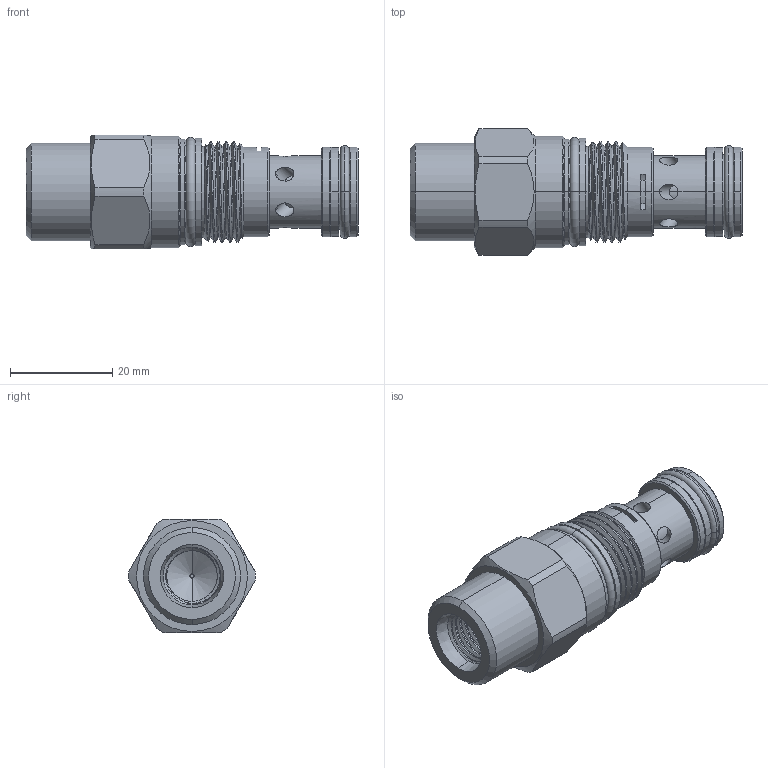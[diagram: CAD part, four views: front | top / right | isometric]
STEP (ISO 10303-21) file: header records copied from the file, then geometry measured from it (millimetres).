
FILE_DESCRIPTION (( 'STEP AP214' ), '1' );
FILE_NAME ('CO13A20-S04.STEP', '2016-04-15T05:40:34', ( '' ), ( '' ), 'SwSTEP 2.0', 'SolidWorks 2012', '' );
FILE_SCHEMA (( 'AUTOMOTIVE_DESIGN' ));
Length unit declared in the file: millimetre
Products named in the file (1): CO13A20-S04
Bounding box: 64.97 x 24.79 x 22.22 mm (x, y, z)
Volume: 16913.4 mm3; surface area: 7372 mm2
Topology: 3 solids, 3 shells, 195 faces, 462 edges, 287 vertices
Faces by surface type: cylinder 107, cone 36, plane 25, torus 18, bspline 9
Entity records: 9799 total; most frequent: CARTESIAN_POINT 5428, ORIENTED_EDGE 924, DIRECTION 894, EDGE_CURVE 462, AXIS2_PLACEMENT_3D 373, VERTEX_POINT 287, EDGE_LOOP 213, FACE_OUTER_BOUND 195
